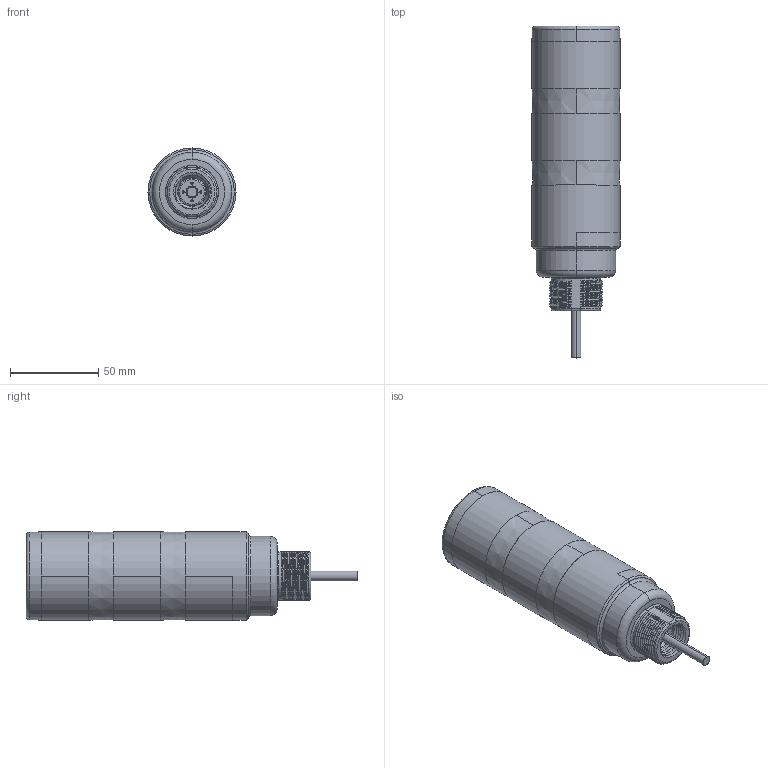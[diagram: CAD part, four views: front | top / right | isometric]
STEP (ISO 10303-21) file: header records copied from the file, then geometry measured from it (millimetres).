
FILE_DESCRIPTION((''),'2;1');
FILE_NAME('145183_SM01_ASM','2022-06-29T10:39:45',('PDMAdmin'),('BANNER ENGINEERING'),'CREO PARAMETRIC BY PTC INC, 2019292','CREO PARAMETRIC BY PTC INC, 2019292','');
FILE_SCHEMA(('CONFIG_CONTROL_DESIGN'));
Length unit declared in the file: millimetre
Products named in the file (2): 145183_EP01; 145183_SM01_ASM
Assembly tree (1 placements, depth 2):
  145183_SM01_ASM
    145183_EP01
Bounding box: 50 x 188.3 x 50 mm (x, y, z)
Volume: 281617 mm3; surface area: 29946.1 mm2
Topology: 1 solids, 1 shells, 167 faces, 438 edges, 284 vertices
Faces by surface type: bspline 70, cylinder 57, plane 16, torus 14, cone 10
Entity records: 14085 total; most frequent: CARTESIAN_POINT 10436, ORIENTED_EDGE 876, DIRECTION 525, EDGE_CURVE 438, VERTEX_POINT 284, B_SPLINE_CURVE_WITH_KNOTS 203, AXIS2_PLACEMENT_3D 190, EDGE_LOOP 178
